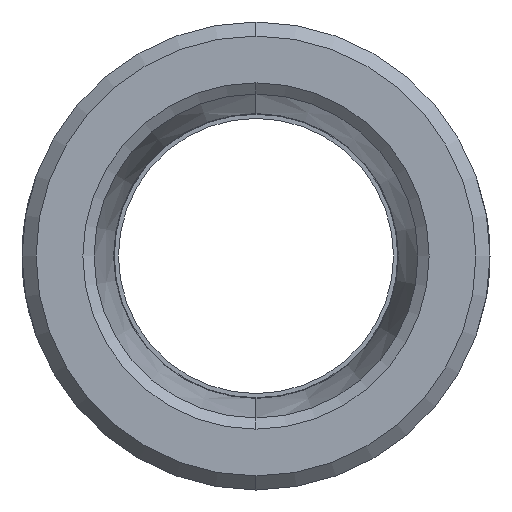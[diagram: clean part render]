
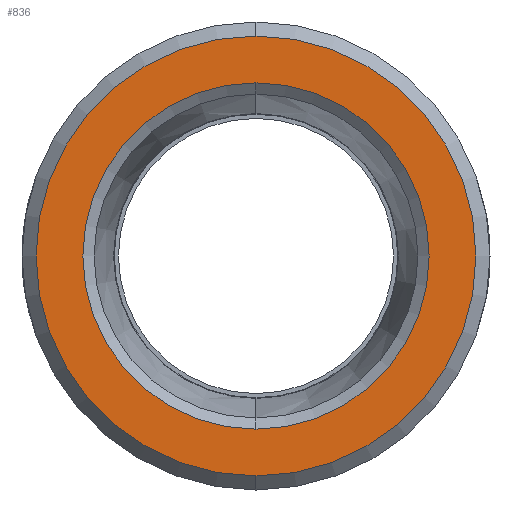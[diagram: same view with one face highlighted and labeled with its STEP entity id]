
A CAD part, left-side view. The second image highlights one B-rep face of the part: STEP entity #836.
In plain terms, the highlighted planar face has unit normal (-1, 0, 0).
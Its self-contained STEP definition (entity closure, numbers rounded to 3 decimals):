
#22=PLANE('',#981);
#34=FACE_BOUND('',#252,.T.);
#184=FACE_OUTER_BOUND('',#251,.T.);
#251=EDGE_LOOP('',(#735,#736));
#252=EDGE_LOOP('',(#737,#738));
#285=CIRCLE('',#898,18.5);
#286=CIRCLE('',#900,23.5);
#332=CIRCLE('',#980,23.5);
#333=CIRCLE('',#982,18.5);
#371=VERTEX_POINT('',#1691);
#372=VERTEX_POINT('',#1693);
#373=VERTEX_POINT('',#1697);
#374=VERTEX_POINT('',#1698);
#448=EDGE_CURVE('',#371,#372,#285,.T.);
#450=EDGE_CURVE('',#373,#374,#286,.T.);
#520=EDGE_CURVE('',#374,#373,#332,.T.);
#521=EDGE_CURVE('',#372,#371,#333,.T.);
#735=ORIENTED_EDGE('',*,*,#520,.T.);
#736=ORIENTED_EDGE('',*,*,#450,.T.);
#737=ORIENTED_EDGE('',*,*,#521,.F.);
#738=ORIENTED_EDGE('',*,*,#448,.F.);
#836=ADVANCED_FACE('',(#184,#34),#22,.F.);
#898=AXIS2_PLACEMENT_3D('',#1694,#1086,#1087);
#900=AXIS2_PLACEMENT_3D('',#1699,#1091,#1092);
#980=AXIS2_PLACEMENT_3D('',#2133,#1267,#1268);
#981=AXIS2_PLACEMENT_3D('',#2134,#1269,#1270);
#982=AXIS2_PLACEMENT_3D('',#2135,#1271,#1272);
#1086=DIRECTION('center_axis',(-1.,0.,0.));
#1087=DIRECTION('ref_axis',(0.,0.,1.));
#1091=DIRECTION('center_axis',(-1.,0.,0.));
#1092=DIRECTION('ref_axis',(0.,0.,1.));
#1267=DIRECTION('center_axis',(-1.,0.,0.));
#1268=DIRECTION('ref_axis',(0.,0.,1.));
#1269=DIRECTION('center_axis',(1.,0.,0.));
#1270=DIRECTION('ref_axis',(0.,0.,-1.));
#1271=DIRECTION('center_axis',(-1.,0.,0.));
#1272=DIRECTION('ref_axis',(0.,0.,1.));
#1691=CARTESIAN_POINT('',(-85.,0.,-18.5));
#1693=CARTESIAN_POINT('',(-85.,0.,18.5));
#1694=CARTESIAN_POINT('Origin',(-85.,0.,0.));
#1697=CARTESIAN_POINT('',(-85.,0.,23.5));
#1698=CARTESIAN_POINT('',(-85.,0.,-23.5));
#1699=CARTESIAN_POINT('Origin',(-85.,0.,0.));
#2133=CARTESIAN_POINT('Origin',(-85.,0.,0.));
#2134=CARTESIAN_POINT('Origin',(-85.,-25.85,25.85));
#2135=CARTESIAN_POINT('Origin',(-85.,0.,0.));
